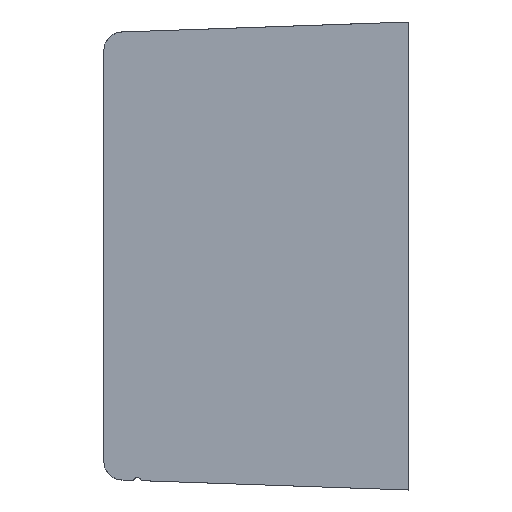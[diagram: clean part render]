
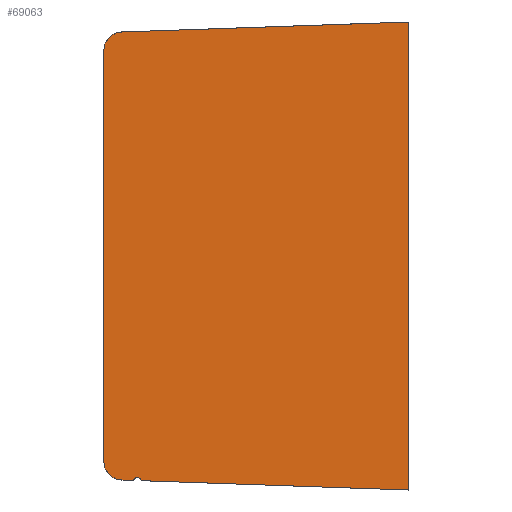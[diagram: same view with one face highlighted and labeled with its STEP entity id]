
A CAD part, left-side view. The second image highlights one B-rep face of the part: STEP entity #69063.
In plain terms, the highlighted planar face has unit normal (1, 0, 0).
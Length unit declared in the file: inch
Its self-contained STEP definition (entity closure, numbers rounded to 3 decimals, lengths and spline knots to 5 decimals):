
#648 = DIRECTION ( 'NONE',  ( 0., 0., -1. ) ) ;
#1273 = CARTESIAN_POINT ( 'NONE',  ( -0.9935, 3.25, -2.19337 ) ) ;
#1687 = VERTEX_POINT ( 'NONE', #78321 ) ;
#4716 = EDGE_CURVE ( 'NONE', #54105, #1687, #39938, .T. ) ;
#4975 = CARTESIAN_POINT ( 'NONE',  ( -0.9935, 3.05698, 2.39325 ) ) ;
#5297 = EDGE_CURVE ( 'NONE', #90251, #39192, #38217, .T. ) ;
#5908 = CIRCLE ( 'NONE', #19821, 0.045 ) ;
#6088 = DIRECTION ( 'NONE',  ( 0., 0., 1. ) ) ;
#6276 = CARTESIAN_POINT ( 'NONE',  ( -0.9935, 3.25, 2.5 ) ) ;
#14942 = CIRCLE ( 'NONE', #50332, 0.2 ) ;
#16873 = CARTESIAN_POINT ( 'NONE',  ( -0.9935, 2.93311, -2.39757 ) ) ;
#19821 = AXIS2_PLACEMENT_3D ( 'NONE', #67104, #20977, #74858 ) ;
#20376 = AXIS2_PLACEMENT_3D ( 'NONE', #92817, #46710, #648 ) ;
#20409 = CARTESIAN_POINT ( 'NONE',  ( -0.9935, 3.05, -2.19337 ) ) ;
#20977 = DIRECTION ( 'NONE',  ( -1., 0., 0. ) ) ;
#22889 = EDGE_CURVE ( 'NONE', #1687, #97334, #50429, .T. ) ;
#27484 = AXIS2_PLACEMENT_3D ( 'NONE', #74868, #28791, #82625 ) ;
#27794 = VECTOR ( 'NONE', #58821, 39.37008 ) ;
#28194 = DIRECTION ( 'NONE',  ( 0., 0., -1. ) ) ;
#28462 = PLANE ( 'NONE',  #27484 ) ;
#28791 = DIRECTION ( 'NONE',  ( 1., 0., 0. ) ) ;
#29601 = ORIENTED_EDGE ( 'NONE', *, *, #96324, .T. ) ;
#36098 = LINE ( 'NONE', #4975, #27794 ) ;
#36779 = VECTOR ( 'NONE', #6088, 39.37008 ) ;
#36930 = DIRECTION ( 'NONE',  ( 0., 0., -1. ) ) ;
#37748 = CARTESIAN_POINT ( 'NONE',  ( -0.9935, 3.05698, 2.39325 ) ) ;
#38000 = ORIENTED_EDGE ( 'NONE', *, *, #4716, .T. ) ;
#38217 = LINE ( 'NONE', #6276, #36779 ) ;
#38844 = CARTESIAN_POINT ( 'NONE',  ( -0.9935, 0., 2.5 ) ) ;
#39192 = VERTEX_POINT ( 'NONE', #46837 ) ;
#39554 = EDGE_CURVE ( 'NONE', #39192, #85948, #86743, .T. ) ;
#39919 = ORIENTED_EDGE ( 'NONE', *, *, #42621, .T. ) ;
#39938 = LINE ( 'NONE', #38844, #44969 ) ;
#42621 = EDGE_CURVE ( 'NONE', #97412, #90251, #14942, .T. ) ;
#44969 = VECTOR ( 'NONE', #36930, 39.37008 ) ;
#46710 = DIRECTION ( 'NONE',  ( 1., 0., 0. ) ) ;
#46837 = CARTESIAN_POINT ( 'NONE',  ( -0.9935, 3.25, 2.19337 ) ) ;
#47937 = EDGE_CURVE ( 'NONE', #85948, #54105, #36098, .T. ) ;
#50332 = AXIS2_PLACEMENT_3D ( 'NONE', #20409, #74285, #28194 ) ;
#50429 = LINE ( 'NONE', #60246, #71101 ) ;
#51759 = ORIENTED_EDGE ( 'NONE', *, *, #93740, .T. ) ;
#51954 = CARTESIAN_POINT ( 'NONE',  ( -0.9935, 0., 2.5 ) ) ;
#52022 = CARTESIAN_POINT ( 'NONE',  ( -0.9935, 2.84799, -2.40055 ) ) ;
#54105 = VERTEX_POINT ( 'NONE', #51954 ) ;
#58821 = DIRECTION ( 'NONE',  ( 0., -0.999, 0.035 ) ) ;
#60246 = CARTESIAN_POINT ( 'NONE',  ( -0.9935, 0., -2.5 ) ) ;
#60744 = CARTESIAN_POINT ( 'NONE',  ( -0.9935, 3.05698, -2.39325 ) ) ;
#64160 = DIRECTION ( 'NONE',  ( 0., 0.999, 0.035 ) ) ;
#64350 = DIRECTION ( 'NONE',  ( 0., 0.999, 0.035 ) ) ;
#66570 = VECTOR ( 'NONE', #64350, 39.37008 ) ;
#67104 = CARTESIAN_POINT ( 'NONE',  ( -0.9935, 2.89106, -2.41359 ) ) ;
#68357 = FACE_OUTER_BOUND ( 'NONE', #81320, .T. ) ;
#69063 = ADVANCED_FACE ( 'NONE', ( #68357 ), #28462, .T. ) ;
#70252 = ORIENTED_EDGE ( 'NONE', *, *, #39554, .T. ) ;
#71101 = VECTOR ( 'NONE', #64160, 39.37008 ) ;
#74285 = DIRECTION ( 'NONE',  ( 1., 0., 0. ) ) ;
#74858 = DIRECTION ( 'NONE',  ( 0., -1., 0. ) ) ;
#74868 = CARTESIAN_POINT ( 'NONE',  ( -0.9935, 3.25, 2.5 ) ) ;
#78125 = CARTESIAN_POINT ( 'NONE',  ( -0.9935, 2.93311, -2.39757 ) ) ;
#78321 = CARTESIAN_POINT ( 'NONE',  ( -0.9935, 0., -2.5 ) ) ;
#78811 = ORIENTED_EDGE ( 'NONE', *, *, #22889, .T. ) ;
#81320 = EDGE_LOOP ( 'NONE', ( #38000, #78811, #51759, #29601, #39919, #94506, #70252, #97807 ) ) ;
#82625 = DIRECTION ( 'NONE',  ( 0., 1., 0. ) ) ;
#85948 = VERTEX_POINT ( 'NONE', #37748 ) ;
#86200 = VERTEX_POINT ( 'NONE', #78125 ) ;
#86743 = CIRCLE ( 'NONE', #20376, 0.2 ) ;
#87112 = LINE ( 'NONE', #16873, #66570 ) ;
#90251 = VERTEX_POINT ( 'NONE', #1273 ) ;
#92817 = CARTESIAN_POINT ( 'NONE',  ( -0.9935, 3.05, 2.19337 ) ) ;
#93740 = EDGE_CURVE ( 'NONE', #97334, #86200, #5908, .T. ) ;
#94506 = ORIENTED_EDGE ( 'NONE', *, *, #5297, .T. ) ;
#96324 = EDGE_CURVE ( 'NONE', #86200, #97412, #87112, .T. ) ;
#97334 = VERTEX_POINT ( 'NONE', #52022 ) ;
#97412 = VERTEX_POINT ( 'NONE', #60744 ) ;
#97807 = ORIENTED_EDGE ( 'NONE', *, *, #47937, .T. ) ;
